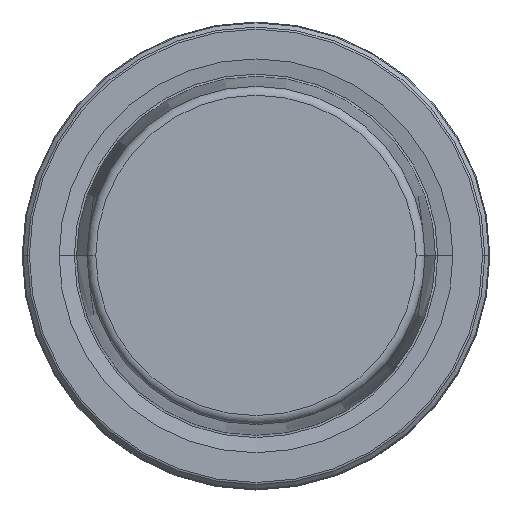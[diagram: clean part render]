
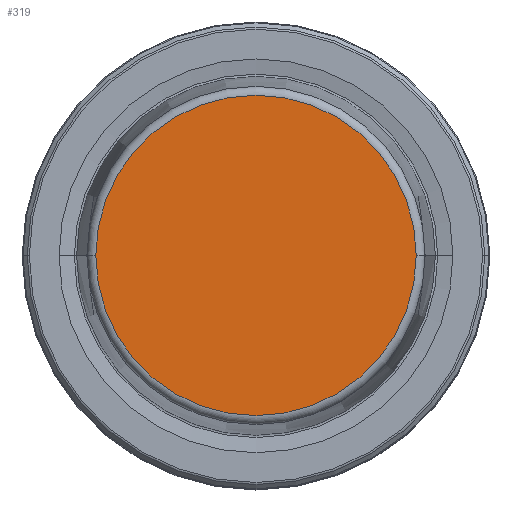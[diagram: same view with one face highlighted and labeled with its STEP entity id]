
A CAD part, top view. The second image highlights one B-rep face of the part: STEP entity #319.
In plain terms, the highlighted planar face has unit normal (0, 0, 1).
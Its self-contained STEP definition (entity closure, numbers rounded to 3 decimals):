
#146 = DIRECTION ( 'NONE',  ( -1., 0., 0. ) ) ;
#233 = CIRCLE ( 'NONE', #834, 21.581 ) ;
#234 = EDGE_CURVE ( 'NONE', #781, #646, #938, .T. ) ;
#319 = ADVANCED_FACE ( 'NONE', ( #1011 ), #642, .F. ) ;
#362 = CARTESIAN_POINT ( 'NONE',  ( -21.581, 0., 31.9 ) ) ;
#385 = CARTESIAN_POINT ( 'NONE',  ( 0., 0., 31.9 ) ) ;
#402 = CARTESIAN_POINT ( 'NONE',  ( 0., 0., 31.9 ) ) ;
#449 = AXIS2_PLACEMENT_3D ( 'NONE', #1036, #1024, #146 ) ;
#507 = DIRECTION ( 'NONE',  ( 1., 0., 0. ) ) ;
#531 = ORIENTED_EDGE ( 'NONE', *, *, #234, .T. ) ;
#642 = PLANE ( 'NONE',  #449 ) ;
#646 = VERTEX_POINT ( 'NONE', #1141 ) ;
#683 = EDGE_LOOP ( 'NONE', ( #840, #531 ) ) ;
#777 = DIRECTION ( 'NONE',  ( 1., 0., 0. ) ) ;
#781 = VERTEX_POINT ( 'NONE', #362 ) ;
#802 = AXIS2_PLACEMENT_3D ( 'NONE', #385, #1173, #777 ) ;
#834 = AXIS2_PLACEMENT_3D ( 'NONE', #402, #1084, #507 ) ;
#840 = ORIENTED_EDGE ( 'NONE', *, *, #988, .T. ) ;
#938 = CIRCLE ( 'NONE', #802, 21.581 ) ;
#988 = EDGE_CURVE ( 'NONE', #646, #781, #233, .T. ) ;
#1011 = FACE_OUTER_BOUND ( 'NONE', #683, .T. ) ;
#1024 = DIRECTION ( 'NONE',  ( 0., 0., -1. ) ) ;
#1036 = CARTESIAN_POINT ( 'NONE',  ( 0., 0., 31.9 ) ) ;
#1084 = DIRECTION ( 'NONE',  ( 0., 0., 1. ) ) ;
#1141 = CARTESIAN_POINT ( 'NONE',  ( 21.581, 0., 31.9 ) ) ;
#1173 = DIRECTION ( 'NONE',  ( 0., 0., 1. ) ) ;
